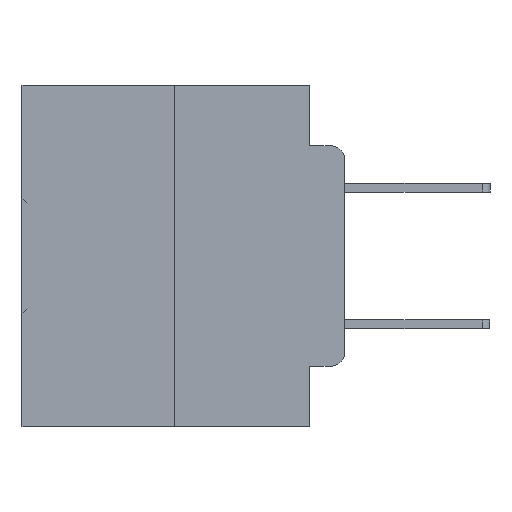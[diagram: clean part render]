
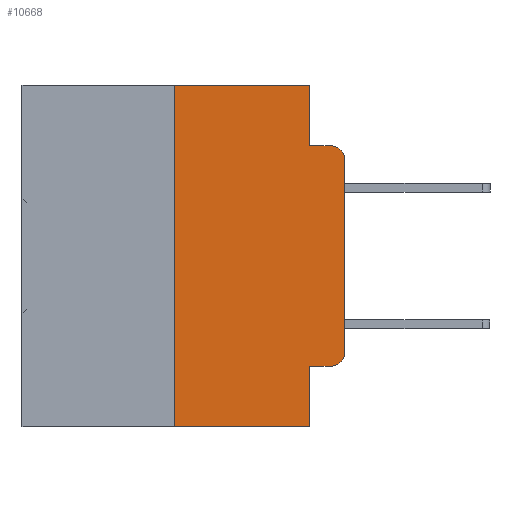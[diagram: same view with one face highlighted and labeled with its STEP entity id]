
A CAD part, left-side view. The second image highlights one B-rep face of the part: STEP entity #10668.
In plain terms, the highlighted planar face has unit normal (-1, 0, 0).
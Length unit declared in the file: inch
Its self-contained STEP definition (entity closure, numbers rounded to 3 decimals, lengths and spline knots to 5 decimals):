
#770 = CARTESIAN_POINT ( 'NONE',  ( 0., 0.051, -0.0885 ) ) ;
#945 = VERTEX_POINT ( 'NONE', #19165 ) ;
#1245 = CARTESIAN_POINT ( 'NONE',  ( 0., 0.25, -0.5 ) ) ;
#1268 = ORIENTED_EDGE ( 'NONE', *, *, #3307, .T. ) ;
#1559 = LINE ( 'NONE', #32044, #13666 ) ;
#1942 = LINE ( 'NONE', #7015, #7985 ) ;
#2026 = ORIENTED_EDGE ( 'NONE', *, *, #21020, .F. ) ;
#2056 = DIRECTION ( 'NONE',  ( 0., 0., -1. ) ) ;
#2363 = DIRECTION ( 'NONE',  ( 0., -1., 0. ) ) ;
#2728 = CARTESIAN_POINT ( 'NONE',  ( 0., 0.051, 0. ) ) ;
#3307 = EDGE_CURVE ( 'NONE', #11851, #945, #21912, .T. ) ;
#3983 = VERTEX_POINT ( 'NONE', #24428 ) ;
#4178 = CARTESIAN_POINT ( 'NONE',  ( 0., 0.051, 0. ) ) ;
#4902 = ORIENTED_EDGE ( 'NONE', *, *, #16942, .F. ) ;
#5119 = CARTESIAN_POINT ( 'NONE',  ( 0., 0.051, -0.0885 ) ) ;
#5303 = CARTESIAN_POINT ( 'NONE',  ( 0., 0.051, -0.4115 ) ) ;
#5605 = ORIENTED_EDGE ( 'NONE', *, *, #21872, .F. ) ;
#5831 = EDGE_CURVE ( 'NONE', #14975, #24440, #1942, .T. ) ;
#6064 = CARTESIAN_POINT ( 'NONE',  ( 0., 0., -0.3915 ) ) ;
#6082 = DIRECTION ( 'NONE',  ( 0., 0., -1. ) ) ;
#7015 = CARTESIAN_POINT ( 'NONE',  ( 0., 0.473, -0.5 ) ) ;
#7581 = AXIS2_PLACEMENT_3D ( 'NONE', #8175, #30550, #6082 ) ;
#7985 = VECTOR ( 'NONE', #22151, 39.37008 ) ;
#8175 = CARTESIAN_POINT ( 'NONE',  ( 0., 0.02, -0.1085 ) ) ;
#8320 = LINE ( 'NONE', #4178, #21301 ) ;
#8479 = ORIENTED_EDGE ( 'NONE', *, *, #10425, .T. ) ;
#9155 = VECTOR ( 'NONE', #28773, 39.37008 ) ;
#10425 = EDGE_CURVE ( 'NONE', #23967, #20483, #16863, .T. ) ;
#10668 = ADVANCED_FACE ( 'NONE', ( #17259 ), #33014, .F. ) ;
#10876 = EDGE_CURVE ( 'NONE', #22926, #23967, #16027, .T. ) ;
#11186 = AXIS2_PLACEMENT_3D ( 'NONE', #30445, #17554, #2056 ) ;
#11334 = ORIENTED_EDGE ( 'NONE', *, *, #21234, .T. ) ;
#11433 = DIRECTION ( 'NONE',  ( -1., 0., 0. ) ) ;
#11851 = VERTEX_POINT ( 'NONE', #22148 ) ;
#12115 = VECTOR ( 'NONE', #2363, 39.37008 ) ;
#12542 = CARTESIAN_POINT ( 'NONE',  ( 0., 0.051, 0. ) ) ;
#12643 = DIRECTION ( 'NONE',  ( 0., 0., -1. ) ) ;
#13666 = VECTOR ( 'NONE', #16568, 39.37008 ) ;
#14955 = ORIENTED_EDGE ( 'NONE', *, *, #25778, .F. ) ;
#14975 = VERTEX_POINT ( 'NONE', #1245 ) ;
#15294 = AXIS2_PLACEMENT_3D ( 'NONE', #27012, #11433, #29576 ) ;
#16027 = LINE ( 'NONE', #5303, #9155 ) ;
#16568 = DIRECTION ( 'NONE',  ( 0., 0., 1. ) ) ;
#16863 = CIRCLE ( 'NONE', #15294, 0.02 ) ;
#16942 = EDGE_CURVE ( 'NONE', #31297, #21263, #8320, .T. ) ;
#17259 = FACE_OUTER_BOUND ( 'NONE', #19771, .T. ) ;
#17554 = DIRECTION ( 'NONE',  ( 1., 0., 0. ) ) ;
#17584 = LINE ( 'NONE', #12542, #23705 ) ;
#17803 = EDGE_CURVE ( 'NONE', #21263, #945, #22869, .T. ) ;
#18150 = DIRECTION ( 'NONE',  ( 0., -1., 0. ) ) ;
#18184 = ORIENTED_EDGE ( 'NONE', *, *, #5831, .T. ) ;
#18289 = ORIENTED_EDGE ( 'NONE', *, *, #17803, .F. ) ;
#18446 = CARTESIAN_POINT ( 'NONE',  ( 0., 0.02, -0.4115 ) ) ;
#18597 = VECTOR ( 'NONE', #24008, 39.37008 ) ;
#19165 = CARTESIAN_POINT ( 'NONE',  ( 0., 0.02, -0.0885 ) ) ;
#19771 = EDGE_LOOP ( 'NONE', ( #11334, #1268, #18289, #4902, #2026, #5605, #18184, #14955, #25932, #8479 ) ) ;
#20483 = VERTEX_POINT ( 'NONE', #6064 ) ;
#21020 = EDGE_CURVE ( 'NONE', #3983, #31297, #32746, .T. ) ;
#21234 = EDGE_CURVE ( 'NONE', #20483, #11851, #32319, .T. ) ;
#21263 = VERTEX_POINT ( 'NONE', #770 ) ;
#21301 = VECTOR ( 'NONE', #30105, 39.37008 ) ;
#21385 = CARTESIAN_POINT ( 'NONE',  ( 0., 0., 0. ) ) ;
#21872 = EDGE_CURVE ( 'NONE', #14975, #3983, #1559, .T. ) ;
#21912 = CIRCLE ( 'NONE', #7581, 0.02 ) ;
#22148 = CARTESIAN_POINT ( 'NONE',  ( 0., 0., -0.1085 ) ) ;
#22151 = DIRECTION ( 'NONE',  ( 0., -1., 0. ) ) ;
#22869 = LINE ( 'NONE', #5119, #28134 ) ;
#22926 = VERTEX_POINT ( 'NONE', #33426 ) ;
#23088 = CARTESIAN_POINT ( 'NONE',  ( 0., 0.051, -0.5 ) ) ;
#23705 = VECTOR ( 'NONE', #12643, 39.37008 ) ;
#23967 = VERTEX_POINT ( 'NONE', #18446 ) ;
#24008 = DIRECTION ( 'NONE',  ( 0., 0., 1. ) ) ;
#24428 = CARTESIAN_POINT ( 'NONE',  ( 0., 0.25, 0. ) ) ;
#24440 = VERTEX_POINT ( 'NONE', #23088 ) ;
#25778 = EDGE_CURVE ( 'NONE', #22926, #24440, #17584, .T. ) ;
#25932 = ORIENTED_EDGE ( 'NONE', *, *, #10876, .T. ) ;
#27012 = CARTESIAN_POINT ( 'NONE',  ( 0., 0.02, -0.3915 ) ) ;
#28134 = VECTOR ( 'NONE', #18150, 39.37008 ) ;
#28773 = DIRECTION ( 'NONE',  ( 0., -1., 0. ) ) ;
#29576 = DIRECTION ( 'NONE',  ( 0., 0., -1. ) ) ;
#30105 = DIRECTION ( 'NONE',  ( 0., 0., -1. ) ) ;
#30445 = CARTESIAN_POINT ( 'NONE',  ( 0., 0.473, 0. ) ) ;
#30550 = DIRECTION ( 'NONE',  ( -1., 0., 0. ) ) ;
#30755 = CARTESIAN_POINT ( 'NONE',  ( 0., 0.473, 0. ) ) ;
#31297 = VERTEX_POINT ( 'NONE', #2728 ) ;
#32044 = CARTESIAN_POINT ( 'NONE',  ( 0., 0.25, 0. ) ) ;
#32319 = LINE ( 'NONE', #21385, #18597 ) ;
#32746 = LINE ( 'NONE', #30755, #12115 ) ;
#33014 = PLANE ( 'NONE',  #11186 ) ;
#33426 = CARTESIAN_POINT ( 'NONE',  ( 0., 0.051, -0.4115 ) ) ;
